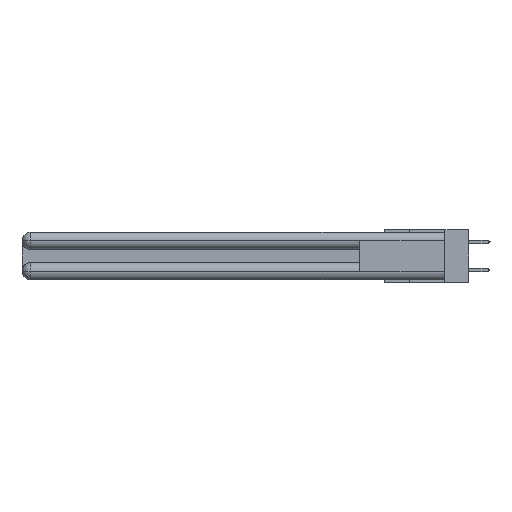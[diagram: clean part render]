
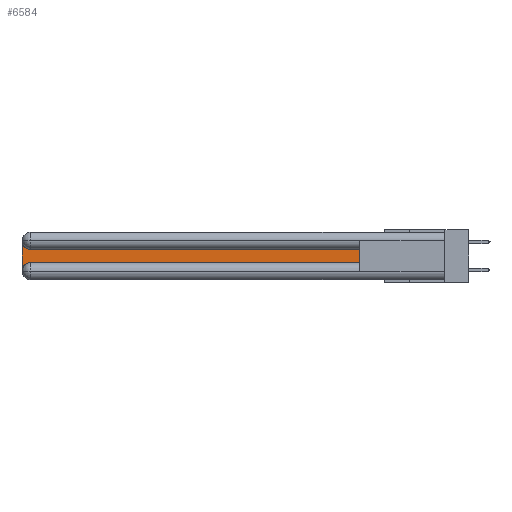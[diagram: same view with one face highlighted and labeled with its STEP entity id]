
A CAD part, left-side view. The second image highlights one B-rep face of the part: STEP entity #6584.
In plain terms, the highlighted planar face has unit normal (-1, 0, 0).
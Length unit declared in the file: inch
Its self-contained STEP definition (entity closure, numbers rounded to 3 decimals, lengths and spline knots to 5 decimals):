
#104 = VECTOR ( 'NONE', #15188, 39.37008 ) ;
#493 = EDGE_CURVE ( 'NONE', #2559, #10531, #9931, .T. ) ;
#656 = DIRECTION ( 'NONE',  ( 0., 1., 0. ) ) ;
#705 = CARTESIAN_POINT ( 'NONE',  ( 0.075, 3., -0.0625 ) ) ;
#1042 = DIRECTION ( 'NONE',  ( 0., 0., -1. ) ) ;
#1108 = AXIS2_PLACEMENT_3D ( 'NONE', #12638, #3449, #1042 ) ;
#1283 = ORIENTED_EDGE ( 'NONE', *, *, #29267, .T. ) ;
#1394 = CARTESIAN_POINT ( 'NONE',  ( 0.075, 2.94, -0.1225 ) ) ;
#2365 = LINE ( 'NONE', #15588, #104 ) ;
#2396 = DIRECTION ( 'NONE',  ( 1., 0., 0. ) ) ;
#2559 = VERTEX_POINT ( 'NONE', #1394 ) ;
#3308 = CARTESIAN_POINT ( 'NONE',  ( 0.075, 2.94, -0.2775 ) ) ;
#3449 = DIRECTION ( 'NONE',  ( 1., 0., 0. ) ) ;
#6584 = ADVANCED_FACE ( 'NONE', ( #16111 ), #8150, .F. ) ;
#7059 = CARTESIAN_POINT ( 'NONE',  ( 0.075, 0.6, -0.2175 ) ) ;
#8150 = PLANE ( 'NONE',  #1108 ) ;
#9835 = DIRECTION ( 'NONE',  ( 0., -1., 0. ) ) ;
#9931 = CIRCLE ( 'NONE', #17374, 0.06 ) ;
#10531 = VERTEX_POINT ( 'NONE', #705 ) ;
#10927 = CARTESIAN_POINT ( 'NONE',  ( 0.075, 2.94, -0.2175 ) ) ;
#11244 = VERTEX_POINT ( 'NONE', #21161 ) ;
#11345 = DIRECTION ( 'NONE',  ( 0., 0., 1. ) ) ;
#11774 = ORIENTED_EDGE ( 'NONE', *, *, #30756, .T. ) ;
#12638 = CARTESIAN_POINT ( 'NONE',  ( 0.075, 3., -0.1225 ) ) ;
#13223 = VERTEX_POINT ( 'NONE', #10927 ) ;
#13671 = AXIS2_PLACEMENT_3D ( 'NONE', #3308, #27233, #27438 ) ;
#14718 = EDGE_CURVE ( 'NONE', #15168, #22375, #16687, .T. ) ;
#14763 = ORIENTED_EDGE ( 'NONE', *, *, #22076, .T. ) ;
#15007 = VECTOR ( 'NONE', #9835, 39.37008 ) ;
#15168 = VERTEX_POINT ( 'NONE', #19402 ) ;
#15188 = DIRECTION ( 'NONE',  ( 0., 0., -1. ) ) ;
#15588 = CARTESIAN_POINT ( 'NONE',  ( 0.075, 3., -0.2175 ) ) ;
#16111 = FACE_OUTER_BOUND ( 'NONE', #30158, .T. ) ;
#16687 = LINE ( 'NONE', #20997, #28565 ) ;
#16706 = CARTESIAN_POINT ( 'NONE',  ( 0.075, 2.94, -0.0625 ) ) ;
#17255 = CARTESIAN_POINT ( 'NONE',  ( 0.075, 0.6, -0.1225 ) ) ;
#17354 = ORIENTED_EDGE ( 'NONE', *, *, #27451, .T. ) ;
#17374 = AXIS2_PLACEMENT_3D ( 'NONE', #16706, #2396, #23834 ) ;
#17757 = VECTOR ( 'NONE', #656, 39.37008 ) ;
#19402 = CARTESIAN_POINT ( 'NONE',  ( 0.075, 0.6, -0.2175 ) ) ;
#20997 = CARTESIAN_POINT ( 'NONE',  ( 0.075, 0.6, -0.2175 ) ) ;
#21161 = CARTESIAN_POINT ( 'NONE',  ( 0.075, 3., -0.2775 ) ) ;
#21617 = CIRCLE ( 'NONE', #13671, 0.06 ) ;
#21791 = LINE ( 'NONE', #17255, #17757 ) ;
#22003 = ORIENTED_EDGE ( 'NONE', *, *, #14718, .T. ) ;
#22076 = EDGE_CURVE ( 'NONE', #10531, #11244, #2365, .T. ) ;
#22375 = VERTEX_POINT ( 'NONE', #25625 ) ;
#22589 = ORIENTED_EDGE ( 'NONE', *, *, #493, .T. ) ;
#23834 = DIRECTION ( 'NONE',  ( 0., 0., -1. ) ) ;
#25625 = CARTESIAN_POINT ( 'NONE',  ( 0.075, 0.6, -0.1225 ) ) ;
#27233 = DIRECTION ( 'NONE',  ( 1., 0., 0. ) ) ;
#27438 = DIRECTION ( 'NONE',  ( 0., 0., -1. ) ) ;
#27451 = EDGE_CURVE ( 'NONE', #22375, #2559, #21791, .T. ) ;
#28565 = VECTOR ( 'NONE', #11345, 39.37008 ) ;
#29267 = EDGE_CURVE ( 'NONE', #13223, #15168, #29861, .T. ) ;
#29861 = LINE ( 'NONE', #7059, #15007 ) ;
#30158 = EDGE_LOOP ( 'NONE', ( #17354, #22589, #14763, #11774, #1283, #22003 ) ) ;
#30756 = EDGE_CURVE ( 'NONE', #11244, #13223, #21617, .T. ) ;
